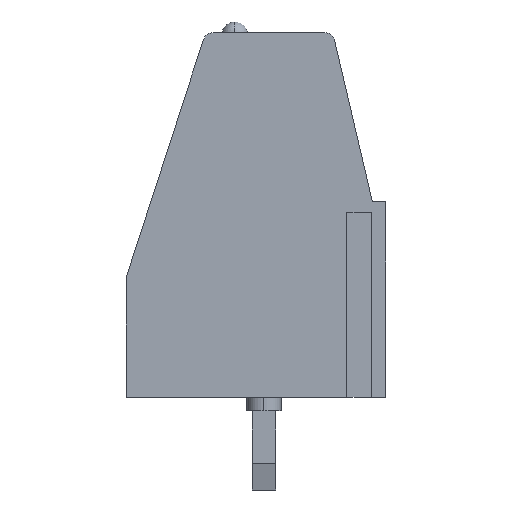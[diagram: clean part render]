
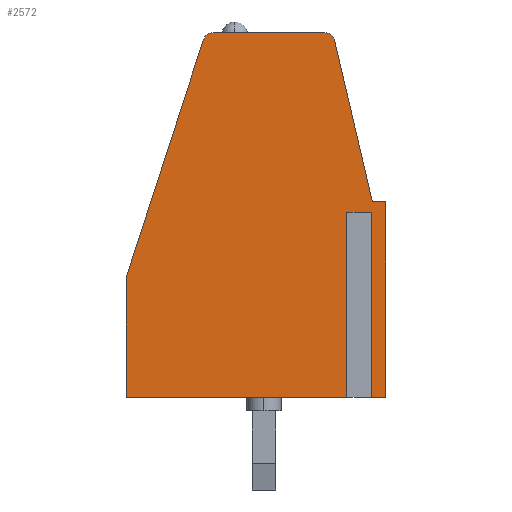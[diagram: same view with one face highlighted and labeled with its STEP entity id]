
A CAD part, left-side view. The second image highlights one B-rep face of the part: STEP entity #2572.
In plain terms, the highlighted planar face has unit normal (-1, 0, 0).
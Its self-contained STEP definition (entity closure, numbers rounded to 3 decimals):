
#2459=CARTESIAN_POINT('',(-20.32,-5.09,-0.69));
#2460=DIRECTION('',(1.0,0.0,0.0));
#2461=DIRECTION('',(0.0,1.0,0.0));
#2462=AXIS2_PLACEMENT_3D('',#2459,#2460,#2461);
#2463=PLANE('',#2462);
#2464=CARTESIAN_POINT('',(-20.32,2.29,13.524));
#2465=VERTEX_POINT('',#2464);
#2466=CARTESIAN_POINT('',(-20.32,1.909,13.8));
#2467=VERTEX_POINT('',#2466);
#2468=CARTESIAN_POINT('',(-20.32,1.909,13.4));
#2469=DIRECTION('',(1.0,0.0,0.0));
#2470=DIRECTION('',(0.0,1.0,0.0));
#2471=AXIS2_PLACEMENT_3D('',#2468,#2469,#2470);
#2472=CIRCLE('',#2471,0.4);
#2473=EDGE_CURVE('',#2465,#2467,#2472,.T.);
#2474=ORIENTED_EDGE('',*,*,#2473,.F.);
#2475=CARTESIAN_POINT('',(-20.32,5.2,4.567));
#2476=VERTEX_POINT('',#2475);
#2477=CARTESIAN_POINT('',(-20.32,2.29,13.524));
#2478=DIRECTION('',(0.0,0.309,-0.951));
#2479=VECTOR('',#2478,9.418);
#2480=LINE('',#2477,#2479);
#2481=EDGE_CURVE('',#2465,#2476,#2480,.T.);
#2482=ORIENTED_EDGE('',*,*,#2481,.T.);
#2483=CARTESIAN_POINT('',(-20.32,5.2,0.0));
#2484=VERTEX_POINT('',#2483);
#2485=CARTESIAN_POINT('',(-20.32,5.2,4.567));
#2486=DIRECTION('',(0.0,0.0,-1.0));
#2487=VECTOR('',#2486,4.567);
#2488=LINE('',#2485,#2487);
#2489=EDGE_CURVE('',#2476,#2484,#2488,.T.);
#2490=ORIENTED_EDGE('',*,*,#2489,.T.);
#2491=CARTESIAN_POINT('',(-20.32,-3.331,0.0));
#2492=VERTEX_POINT('',#2491);
#2493=CARTESIAN_POINT('',(-20.32,-3.331,0.0));
#2494=DIRECTION('',(0.0,1.0,0.0));
#2495=VECTOR('',#2494,8.531);
#2496=LINE('',#2493,#2495);
#2497=EDGE_CURVE('',#2492,#2484,#2496,.T.);
#2498=ORIENTED_EDGE('',*,*,#2497,.F.);
#2499=CARTESIAN_POINT('',(-20.32,-3.331,7.));
#2500=VERTEX_POINT('',#2499);
#2501=CARTESIAN_POINT('',(-20.32,-3.331,7.));
#2502=DIRECTION('',(0.0,0.0,-1.0));
#2503=VECTOR('',#2502,7.);
#2504=LINE('',#2501,#2503);
#2505=EDGE_CURVE('',#2500,#2492,#2504,.T.);
#2506=ORIENTED_EDGE('',*,*,#2505,.F.);
#2507=CARTESIAN_POINT('',(-20.32,-3.869,7.));
#2508=VERTEX_POINT('',#2507);
#2509=CARTESIAN_POINT('',(-20.32,-3.869,7.));
#2510=DIRECTION('',(0.0,1.0,0.0));
#2511=VECTOR('',#2510,0.538);
#2512=LINE('',#2509,#2511);
#2513=EDGE_CURVE('',#2508,#2500,#2512,.T.);
#2514=ORIENTED_EDGE('',*,*,#2513,.F.);
#2515=CARTESIAN_POINT('',(-20.32,-3.869,0.0));
#2516=VERTEX_POINT('',#2515);
#2517=CARTESIAN_POINT('',(-20.32,-3.869,7.));
#2518=DIRECTION('',(0.0,0.0,-1.0));
#2519=VECTOR('',#2518,7.);
#2520=LINE('',#2517,#2519);
#2521=EDGE_CURVE('',#2508,#2516,#2520,.T.);
#2522=ORIENTED_EDGE('',*,*,#2521,.T.);
#2523=CARTESIAN_POINT('',(-20.32,-4.6,0.0));
#2524=VERTEX_POINT('',#2523);
#2525=CARTESIAN_POINT('',(-20.32,-4.6,0.0));
#2526=DIRECTION('',(0.0,1.0,0.0));
#2527=VECTOR('',#2526,0.731);
#2528=LINE('',#2525,#2527);
#2529=EDGE_CURVE('',#2524,#2516,#2528,.T.);
#2530=ORIENTED_EDGE('',*,*,#2529,.F.);
#2531=CARTESIAN_POINT('',(-20.32,-4.6,7.4));
#2532=VERTEX_POINT('',#2531);
#2533=CARTESIAN_POINT('',(-20.32,-4.6,7.4));
#2534=DIRECTION('',(0.0,0.0,-1.0));
#2535=VECTOR('',#2534,7.4);
#2536=LINE('',#2533,#2535);
#2537=EDGE_CURVE('',#2532,#2524,#2536,.T.);
#2538=ORIENTED_EDGE('',*,*,#2537,.F.);
#2539=CARTESIAN_POINT('',(-20.32,-4.1,7.4));
#2540=VERTEX_POINT('',#2539);
#2541=CARTESIAN_POINT('',(-20.32,-4.6,7.4));
#2542=DIRECTION('',(0.0,1.0,0.0));
#2543=VECTOR('',#2542,0.5);
#2544=LINE('',#2541,#2543);
#2545=EDGE_CURVE('',#2532,#2540,#2544,.T.);
#2546=ORIENTED_EDGE('',*,*,#2545,.T.);
#2547=CARTESIAN_POINT('',(-20.32,-2.672,13.491));
#2548=VERTEX_POINT('',#2547);
#2549=CARTESIAN_POINT('',(-20.32,-2.672,13.491));
#2550=DIRECTION('',(0.0,-0.228,-0.974));
#2551=VECTOR('',#2550,6.256);
#2552=LINE('',#2549,#2551);
#2553=EDGE_CURVE('',#2548,#2540,#2552,.T.);
#2554=ORIENTED_EDGE('',*,*,#2553,.F.);
#2555=CARTESIAN_POINT('',(-20.32,-2.283,13.8));
#2556=VERTEX_POINT('',#2555);
#2557=CARTESIAN_POINT('',(-20.32,-2.283,13.4));
#2558=DIRECTION('',(1.0,0.0,0.0));
#2559=DIRECTION('',(0.0,1.0,0.0));
#2560=AXIS2_PLACEMENT_3D('',#2557,#2558,#2559);
#2561=CIRCLE('',#2560,0.4);
#2562=EDGE_CURVE('',#2556,#2548,#2561,.T.);
#2563=ORIENTED_EDGE('',*,*,#2562,.F.);
#2564=CARTESIAN_POINT('',(-20.32,-2.283,13.8));
#2565=DIRECTION('',(0.0,1.0,0.0));
#2566=VECTOR('',#2565,4.192);
#2567=LINE('',#2564,#2566);
#2568=EDGE_CURVE('',#2556,#2467,#2567,.T.);
#2569=ORIENTED_EDGE('',*,*,#2568,.T.);
#2570=EDGE_LOOP('',(#2474,#2482,#2490,#2498,#2506,#2514,#2522,#2530,#2538,#2546,#2554,#2563,#2569));
#2571=FACE_OUTER_BOUND('',#2570,.T.);
#2572=ADVANCED_FACE('',(#2571),#2463,.F.);
